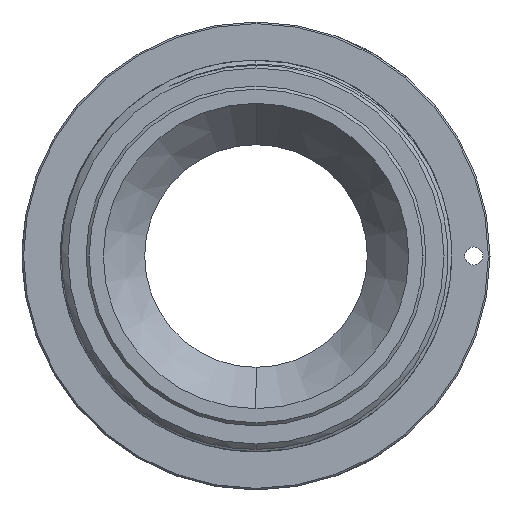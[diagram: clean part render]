
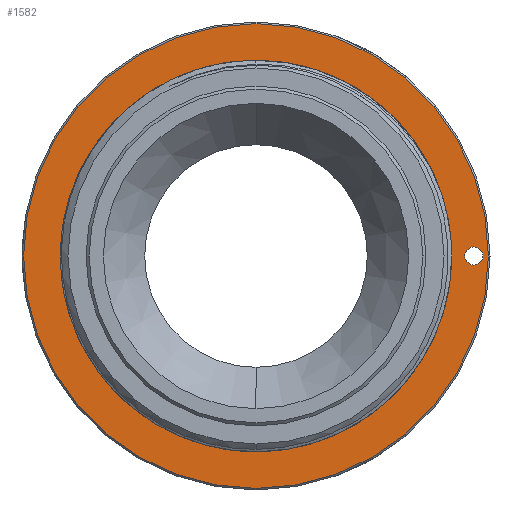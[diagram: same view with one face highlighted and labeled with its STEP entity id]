
A CAD part, left-side view. The second image highlights one B-rep face of the part: STEP entity #1582.
In plain terms, the highlighted planar face has unit normal (-1, 0, 0).
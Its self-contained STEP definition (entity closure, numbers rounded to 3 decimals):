
#22 = DIRECTION ( 'NONE',  ( 0., 0., -1. ) ) ;
#100 = DIRECTION ( 'NONE',  ( 1., 0., 0. ) ) ;
#354 = FACE_BOUND ( 'NONE', #5589, .T. ) ;
#588 = CARTESIAN_POINT ( 'NONE',  ( -33.894, -7.262, -50.258 ) ) ;
#615 = FACE_BOUND ( 'NONE', #5068, .T. ) ;
#719 = AXIS2_PLACEMENT_3D ( 'NONE', #6756, #100, #1269 ) ;
#752 = VERTEX_POINT ( 'NONE', #1192 ) ;
#987 = VERTEX_POINT ( 'NONE', #2726 ) ;
#1164 = CARTESIAN_POINT ( 'NONE',  ( -33.894, -41.552, -13.682 ) ) ;
#1192 = CARTESIAN_POINT ( 'NONE',  ( -33.894, -41.552, -15.105 ) ) ;
#1236 = DIRECTION ( 'NONE',  ( 1., 0., 0. ) ) ;
#1269 = DIRECTION ( 'NONE',  ( 0., 0., -1. ) ) ;
#1437 = ORIENTED_EDGE ( 'NONE', *, *, #3972, .F. ) ;
#1497 = FACE_OUTER_BOUND ( 'NONE', #5161, .T. ) ;
#1518 = ORIENTED_EDGE ( 'NONE', *, *, #5683, .F. ) ;
#1582 = ADVANCED_FACE ( 'NONE', ( #615, #354, #1497 ), #2337, .F. ) ;
#1696 = CARTESIAN_POINT ( 'NONE',  ( -33.894, -7.262, -13.682 ) ) ;
#1761 = CARTESIAN_POINT ( 'NONE',  ( -33.894, -7.262, 16.315 ) ) ;
#1783 = CARTESIAN_POINT ( 'NONE',  ( -33.894, -7.262, 16.315 ) ) ;
#1837 =( BOUNDED_CURVE ( )  B_SPLINE_CURVE ( 3, ( #1851, #5724, #1924, #2401 ),
 .UNSPECIFIED., .F., .F. ) 
 B_SPLINE_CURVE_WITH_KNOTS ( ( 4, 4 ),
 ( 0., 1. ),
 .UNSPECIFIED. ) 
 CURVE ( )  GEOMETRIC_REPRESENTATION_ITEM ( )  RATIONAL_B_SPLINE_CURVE ( ( 0.957, 0.319, 0.319, 0.957 ) ) 
 REPRESENTATION_ITEM ( '' )  );
#1851 = CARTESIAN_POINT ( 'NONE',  ( -33.894, -7.262, 16.315 ) ) ;
#1924 = CARTESIAN_POINT ( 'NONE',  ( -33.894, 52.733, -43.68 ) ) ;
#1932 = AXIS2_PLACEMENT_3D ( 'NONE', #3787, #6572, #4858 ) ;
#1937 = EDGE_CURVE ( 'NONE', #752, #3241, #3029, .T. ) ;
#2048 = ORIENTED_EDGE ( 'NONE', *, *, #1937, .F. ) ;
#2231 = DIRECTION ( 'NONE',  ( -1., 0., 0. ) ) ;
#2254 = DIRECTION ( 'NONE',  ( 1., 0., 0. ) ) ;
#2337 = PLANE ( 'NONE',  #5906 ) ;
#2401 = CARTESIAN_POINT ( 'NONE',  ( -33.894, -7.262, -43.68 ) ) ;
#2480 = CIRCLE ( 'NONE', #1932, 1.422 ) ;
#2726 = CARTESIAN_POINT ( 'NONE',  ( -33.894, -7.262, -43.68 ) ) ;
#2794 = CARTESIAN_POINT ( 'NONE',  ( -33.894, -7.262, -43.68 ) ) ;
#2859 = EDGE_CURVE ( 'NONE', #5040, #987, #1837, .T. ) ;
#2973 = ORIENTED_EDGE ( 'NONE', *, *, #6717, .F. ) ;
#3029 = CIRCLE ( 'NONE', #4386, 1.422 ) ;
#3189 = CIRCLE ( 'NONE', #719, 36.576 ) ;
#3241 = VERTEX_POINT ( 'NONE', #4801 ) ;
#3733 = VERTEX_POINT ( 'NONE', #6440 ) ;
#3787 = CARTESIAN_POINT ( 'NONE',  ( -33.894, -41.552, -13.682 ) ) ;
#3793 = AXIS2_PLACEMENT_3D ( 'NONE', #1696, #2254, #22 ) ;
#3876 = CARTESIAN_POINT ( 'NONE',  ( -33.894, -67.257, -43.68 ) ) ;
#3948 = CARTESIAN_POINT ( 'NONE',  ( -33.894, -67.257, 16.315 ) ) ;
#3972 = EDGE_CURVE ( 'NONE', #987, #5040, #4767, .T. ) ;
#3997 = CARTESIAN_POINT ( 'NONE',  ( -33.894, -44.277, 23.333 ) ) ;
#4386 = AXIS2_PLACEMENT_3D ( 'NONE', #1164, #2231, #5094 ) ;
#4512 = DIRECTION ( 'NONE',  ( 0., 0., -1. ) ) ;
#4560 = ORIENTED_EDGE ( 'NONE', *, *, #2859, .F. ) ;
#4767 =( BOUNDED_CURVE ( )  B_SPLINE_CURVE ( 3, ( #2794, #3876, #3948, #1761 ),
 .UNSPECIFIED., .F., .T. ) 
 B_SPLINE_CURVE_WITH_KNOTS ( ( 4, 4 ),
 ( 0., 1. ),
 .UNSPECIFIED. ) 
 CURVE ( )  GEOMETRIC_REPRESENTATION_ITEM ( )  RATIONAL_B_SPLINE_CURVE ( ( 0.957, 0.319, 0.319, 0.957 ) ) 
 REPRESENTATION_ITEM ( '' )  );
#4788 = VERTEX_POINT ( 'NONE', #588 ) ;
#4801 = CARTESIAN_POINT ( 'NONE',  ( -33.894, -41.552, -12.26 ) ) ;
#4806 = EDGE_CURVE ( 'NONE', #4788, #3733, #3189, .T. ) ;
#4858 = DIRECTION ( 'NONE',  ( 0., 0., -1. ) ) ;
#5040 = VERTEX_POINT ( 'NONE', #1783 ) ;
#5068 = EDGE_LOOP ( 'NONE', ( #1437, #4560 ) ) ;
#5094 = DIRECTION ( 'NONE',  ( 0., 0., -1. ) ) ;
#5161 = EDGE_LOOP ( 'NONE', ( #5968, #2973 ) ) ;
#5442 = CIRCLE ( 'NONE', #3793, 36.576 ) ;
#5589 = EDGE_LOOP ( 'NONE', ( #2048, #1518 ) ) ;
#5683 = EDGE_CURVE ( 'NONE', #3241, #752, #2480, .T. ) ;
#5724 = CARTESIAN_POINT ( 'NONE',  ( -33.894, 52.733, 16.315 ) ) ;
#5906 = AXIS2_PLACEMENT_3D ( 'NONE', #3997, #1236, #4512 ) ;
#5968 = ORIENTED_EDGE ( 'NONE', *, *, #4806, .F. ) ;
#6440 = CARTESIAN_POINT ( 'NONE',  ( -33.894, -7.262, 22.894 ) ) ;
#6572 = DIRECTION ( 'NONE',  ( -1., 0., 0. ) ) ;
#6717 = EDGE_CURVE ( 'NONE', #3733, #4788, #5442, .T. ) ;
#6756 = CARTESIAN_POINT ( 'NONE',  ( -33.894, -7.262, -13.682 ) ) ;
